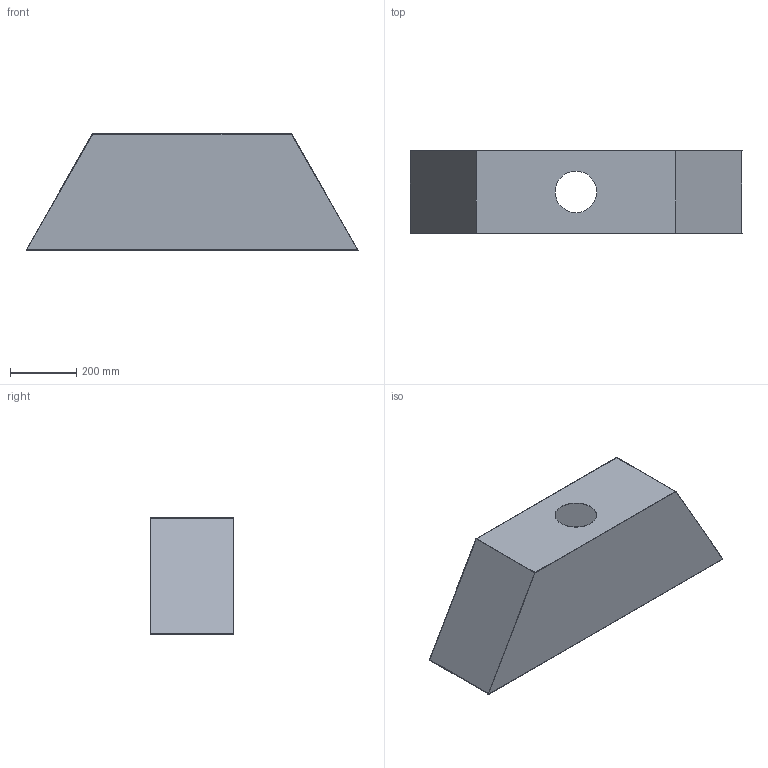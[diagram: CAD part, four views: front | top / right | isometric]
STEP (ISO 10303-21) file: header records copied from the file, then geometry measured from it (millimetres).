
FILE_DESCRIPTION(/* description */ ('STEP AP214'),/* implementation_level */ '2;1');
FILE_NAME(/* name */ '68cab9beae8d4171d995b54a',/* time_stamp */ '2025-09-17T13:38:07Z',/* author */ (''),/* organization */ (''),/* preprocessor_version */ 'ST-DEVELOPER v20',/* originating_system */ 'ONSHAPE BY PTC INC, 1.203',/* authorisation */ ' ');
FILE_SCHEMA (('AUTOMOTIVE_DESIGN {1 0 10303 214 3 1 1}'));
Length unit declared in the file: metre
Products named in the file (4): Part 3; Part 4; Part 1; Part 2
Bounding box: 1000 x 252 x 350 mm (x, y, z)
Volume: 1086910.3 mm3; surface area: 2185919.3 mm2
Topology: 4 solids, 4 shells, 45 faces, 95 edges, 58 vertices
Faces by surface type: plane 40, cylinder 5
Full cylindrical faces by diameter (mm): 125 x1
Entity records: 1279 total; most frequent: DIRECTION 202, CARTESIAN_POINT 201, ORIENTED_EDGE 188, EDGE_CURVE 94, LINE 84, VECTOR 84, AXIS2_PLACEMENT_3D 59, VERTEX_POINT 58
